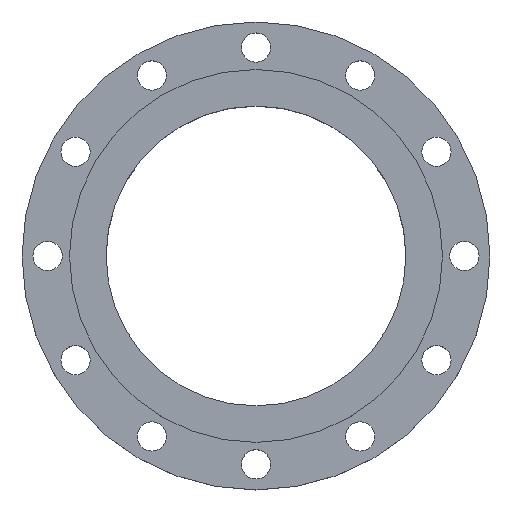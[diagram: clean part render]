
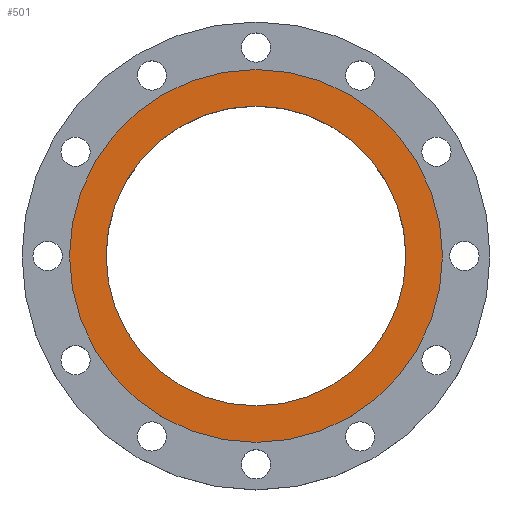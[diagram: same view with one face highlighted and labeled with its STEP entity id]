
A CAD part, top view. The second image highlights one B-rep face of the part: STEP entity #501.
In plain terms, the highlighted planar face has unit normal (0, 0, 1).
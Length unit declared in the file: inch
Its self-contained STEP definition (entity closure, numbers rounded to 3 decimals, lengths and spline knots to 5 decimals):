
#34 = DIRECTION ( 'NONE',  ( 1., 0., 0. ) ) ;
#40 = AXIS2_PLACEMENT_3D ( 'NONE', #820, #1278, #1184 ) ;
#102 = ORIENTED_EDGE ( 'NONE', *, *, #1108, .F. ) ;
#131 = CIRCLE ( 'NONE', #509, 5.125 ) ;
#277 = VERTEX_POINT ( 'NONE', #405 ) ;
#287 = CARTESIAN_POINT ( 'NONE',  ( 0., 0., 0. ) ) ;
#317 = EDGE_CURVE ( 'NONE', #1175, #1075, #1393, .T. ) ;
#405 = CARTESIAN_POINT ( 'NONE',  ( -5.125, 0., 0. ) ) ;
#480 = CIRCLE ( 'NONE', #1193, 6.375 ) ;
#483 = EDGE_LOOP ( 'NONE', ( #1142, #714 ) ) ;
#492 = CARTESIAN_POINT ( 'NONE',  ( -6.375, 0., 0. ) ) ;
#501 = ADVANCED_FACE ( 'NONE', ( #1345, #608 ), #703, .F. ) ;
#509 = AXIS2_PLACEMENT_3D ( 'NONE', #1023, #916, #787 ) ;
#563 = EDGE_CURVE ( 'NONE', #1181, #277, #1045, .T. ) ;
#608 = FACE_OUTER_BOUND ( 'NONE', #483, .T. ) ;
#623 = DIRECTION ( 'NONE',  ( 0., 0., 1. ) ) ;
#691 = CARTESIAN_POINT ( 'NONE',  ( 0., 0., 0. ) ) ;
#703 = PLANE ( 'NONE',  #40 ) ;
#705 = DIRECTION ( 'NONE',  ( 1., 0., 0. ) ) ;
#714 = ORIENTED_EDGE ( 'NONE', *, *, #317, .T. ) ;
#787 = DIRECTION ( 'NONE',  ( 1., 0., 0. ) ) ;
#817 = DIRECTION ( 'NONE',  ( 0., 0., 1. ) ) ;
#820 = CARTESIAN_POINT ( 'NONE',  ( 0., 5.125, 0. ) ) ;
#853 = AXIS2_PLACEMENT_3D ( 'NONE', #691, #817, #705 ) ;
#869 = EDGE_LOOP ( 'NONE', ( #1362, #102 ) ) ;
#898 = AXIS2_PLACEMENT_3D ( 'NONE', #287, #623, #1313 ) ;
#916 = DIRECTION ( 'NONE',  ( 0., 0., 1. ) ) ;
#927 = DIRECTION ( 'NONE',  ( 0., 0., 1. ) ) ;
#1023 = CARTESIAN_POINT ( 'NONE',  ( 0., 0., 0. ) ) ;
#1028 = CARTESIAN_POINT ( 'NONE',  ( 5.125, 0., 0. ) ) ;
#1045 = CIRCLE ( 'NONE', #853, 5.125 ) ;
#1075 = VERTEX_POINT ( 'NONE', #1252 ) ;
#1108 = EDGE_CURVE ( 'NONE', #277, #1181, #131, .T. ) ;
#1142 = ORIENTED_EDGE ( 'NONE', *, *, #1269, .T. ) ;
#1175 = VERTEX_POINT ( 'NONE', #492 ) ;
#1181 = VERTEX_POINT ( 'NONE', #1028 ) ;
#1184 = DIRECTION ( 'NONE',  ( -1., 0., 0. ) ) ;
#1193 = AXIS2_PLACEMENT_3D ( 'NONE', #1247, #927, #34 ) ;
#1247 = CARTESIAN_POINT ( 'NONE',  ( 0., 0., 0. ) ) ;
#1252 = CARTESIAN_POINT ( 'NONE',  ( 6.375, 0., 0. ) ) ;
#1269 = EDGE_CURVE ( 'NONE', #1075, #1175, #480, .T. ) ;
#1278 = DIRECTION ( 'NONE',  ( 0., 0., -1. ) ) ;
#1313 = DIRECTION ( 'NONE',  ( 1., 0., 0. ) ) ;
#1345 = FACE_BOUND ( 'NONE', #869, .T. ) ;
#1362 = ORIENTED_EDGE ( 'NONE', *, *, #563, .F. ) ;
#1393 = CIRCLE ( 'NONE', #898, 6.375 ) ;
